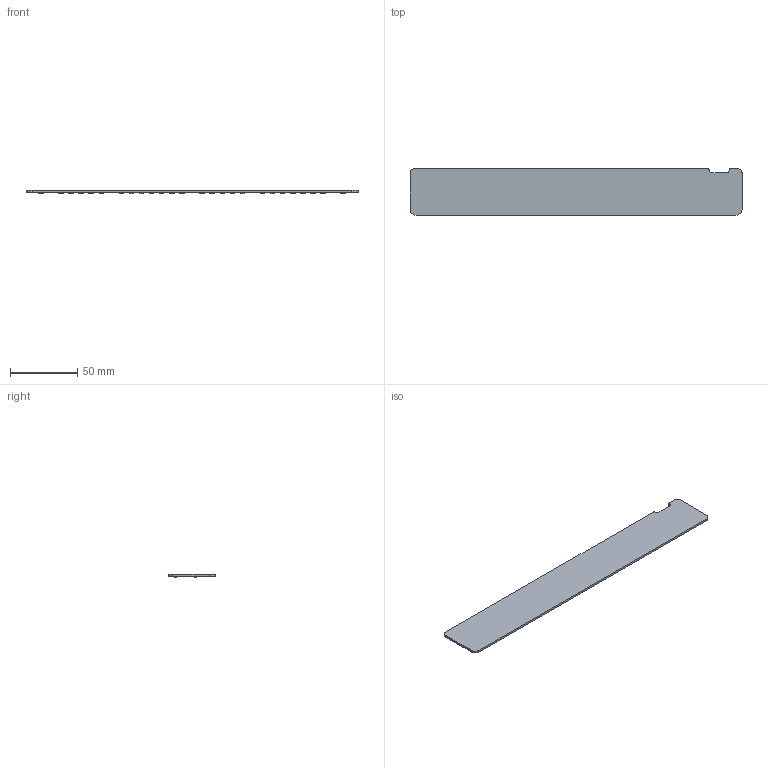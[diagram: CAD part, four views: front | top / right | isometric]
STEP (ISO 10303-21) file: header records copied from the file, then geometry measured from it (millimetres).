
FILE_DESCRIPTION(('FreeCAD Model'),'2;1');
FILE_NAME('OTTO-keys.step','2018-10-10T11:41:55',('kicad StepUp'),('ksu MCAD'), 'Open CASCADE STEP processor 7.2','FreeCAD','Unknown');
FILE_SCHEMA(('AUTOMOTIVE_DESIGN { 1 0 10303 214 1 1 1 1 }'));
Length unit declared in the file: millimetre
Products named in the file (31): OTTO-keys; Board_Geoms; Pcb; Step_Models; Bot; D_SOD_123_; D_SOD_123_001; D_SOD_123_002; D_SOD_123_003; D_SOD_123_004; D_SOD_123_005; D_SOD_123_006; D_SOD_123_007; D_SOD_123_008; D_SOD_123_009; D_SOD_123_010; D_SOD_123_011; D_SOD_123_012; D_SOD_123_013; D_SOD_123_014; D_SOD_123_015; D_SOD_123_016; D_SOD_123_017; D_SOD_123_018; D_SOD_123_019; D_SOD_123_020; D_SOD_123_021; D_SOD_123_022; D_SOD_123_023; D_SOD_123_024; D_SOD_123_025
Assembly tree (30 placements, depth 4):
  OTTO-keys
    Board_Geoms
      Pcb
    Step_Models
      Bot
        D_SOD_123_
        D_SOD_123_001
        D_SOD_123_002
        D_SOD_123_003
        D_SOD_123_004
        D_SOD_123_005
        D_SOD_123_006
        D_SOD_123_007
        D_SOD_123_008
        D_SOD_123_009
        D_SOD_123_010
        D_SOD_123_011
        D_SOD_123_012
        D_SOD_123_013
        D_SOD_123_014
        D_SOD_123_015
        D_SOD_123_016
        D_SOD_123_017
        D_SOD_123_018
        D_SOD_123_019
        D_SOD_123_020
        D_SOD_123_021
        D_SOD_123_022
        D_SOD_123_023
        D_SOD_123_024
        D_SOD_123_025
Bounding box: 247 x 34.5 x 2.85 mm (x, y, z)
Volume: 13672.9 mm3; surface area: 18356.2 mm2
Topology: 27 solids, 27 shells, 1759 faces, 4101 edges, 2422 vertices
Faces by surface type: plane 867, bspline 676, cylinder 216
Entity records: 60119 total; most frequent: CARTESIAN_POINT 11173, ORIENTED_EDGE 8202, DIRECTION 5929, EDGE_CURVE 4101, LINE 2837, VECTOR 2837, VERTEX_POINT 2422, FACE_BOUND 1785
